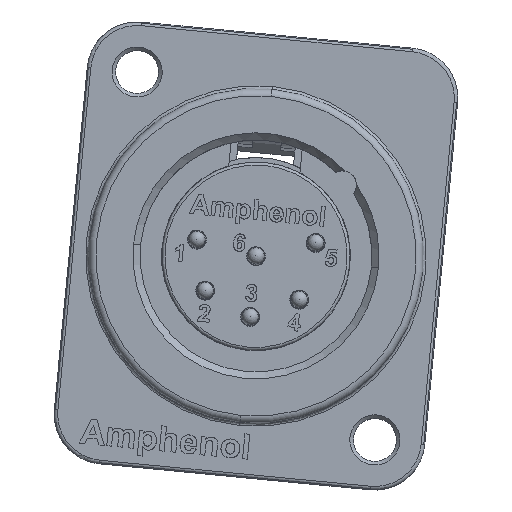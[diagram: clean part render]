
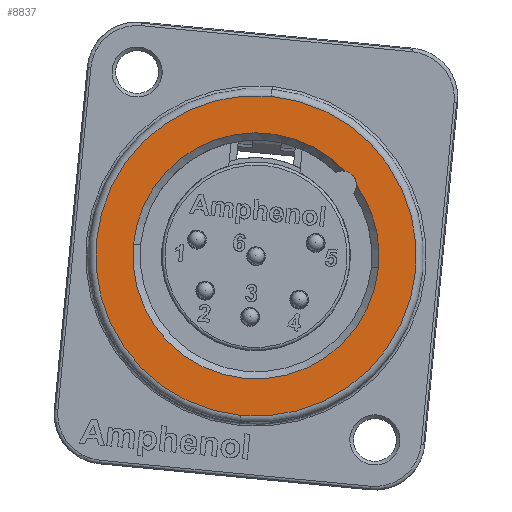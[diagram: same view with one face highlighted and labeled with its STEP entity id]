
A CAD part, top view. The second image highlights one B-rep face of the part: STEP entity #8837.
In plain terms, the highlighted planar face has unit normal (0, 0, 1).
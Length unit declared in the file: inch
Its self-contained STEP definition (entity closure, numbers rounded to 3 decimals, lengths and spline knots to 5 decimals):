
#315=CIRCLE('',#9354,0.44094);
#319=CIRCLE('',#9359,0.44094);
#321=CIRCLE('',#9363,0.33858);
#322=CIRCLE('',#9364,0.03937);
#323=CIRCLE('',#9365,0.33858);
#324=CIRCLE('',#9366,0.33858);
#570=FACE_BOUND('',#2556,.T.);
#2199=FACE_OUTER_BOUND('',#2555,.T.);
#2555=EDGE_LOOP('',(#6790,#6791));
#2556=EDGE_LOOP('',(#6792,#6793,#6794,#6795));
#3712=VERTEX_POINT('',#13368);
#3713=VERTEX_POINT('',#13370);
#3717=VERTEX_POINT('',#13385);
#3718=VERTEX_POINT('',#13386);
#3719=VERTEX_POINT('',#13388);
#3720=VERTEX_POINT('',#13390);
#5085=EDGE_CURVE('',#3712,#3713,#315,.T.);
#5089=EDGE_CURVE('',#3713,#3712,#319,.T.);
#5093=EDGE_CURVE('',#3717,#3718,#321,.T.);
#5094=EDGE_CURVE('',#3717,#3719,#322,.T.);
#5095=EDGE_CURVE('',#3720,#3719,#323,.T.);
#5096=EDGE_CURVE('',#3718,#3720,#324,.T.);
#6790=ORIENTED_EDGE('',*,*,#5085,.F.);
#6791=ORIENTED_EDGE('',*,*,#5089,.F.);
#6792=ORIENTED_EDGE('',*,*,#5093,.F.);
#6793=ORIENTED_EDGE('',*,*,#5094,.T.);
#6794=ORIENTED_EDGE('',*,*,#5095,.F.);
#6795=ORIENTED_EDGE('',*,*,#5096,.F.);
#8318=PLANE('',#9362);
#8837=ADVANCED_FACE('',(#2199,#570),#8318,.F.);
#9354=AXIS2_PLACEMENT_3D('',#13371,#10436,#10437);
#9359=AXIS2_PLACEMENT_3D('',#13377,#10446,#10447);
#9362=AXIS2_PLACEMENT_3D('',#13384,#10454,#10455);
#9363=AXIS2_PLACEMENT_3D('',#13387,#10456,#10457);
#9364=AXIS2_PLACEMENT_3D('',#13389,#10458,#10459);
#9365=AXIS2_PLACEMENT_3D('',#13391,#10460,#10461);
#9366=AXIS2_PLACEMENT_3D('',#13392,#10462,#10463);
#10436=DIRECTION('center_axis',(0.,0.,
-1.));
#10437=DIRECTION('ref_axis',(-0.995,0.096,0.));
#10446=DIRECTION('center_axis',(0.,0.,
-1.));
#10447=DIRECTION('ref_axis',(0.995,-0.096,0.));
#10454=DIRECTION('center_axis',(0.,0.,
-1.));
#10455=DIRECTION('ref_axis',(-0.096,-0.995,0.));
#10456=DIRECTION('center_axis',(0.,0.,
1.));
#10457=DIRECTION('ref_axis',(-0.995,0.096,0.));
#10458=DIRECTION('center_axis',(0.,0.,
-1.));
#10459=DIRECTION('ref_axis',(0.995,-0.096,0.));
#10460=DIRECTION('center_axis',(0.,0.,
1.));
#10461=DIRECTION('ref_axis',(-0.995,0.096,0.));
#10462=DIRECTION('center_axis',(0.,0.,
1.));
#10463=DIRECTION('ref_axis',(-0.995,0.096,0.));
#13368=CARTESIAN_POINT('',(0.08298,-0.21001,0.88829));
#13370=CARTESIAN_POINT('',(0.16742,0.66782,0.88829));
#13371=CARTESIAN_POINT('Origin',(0.1252,0.22891,0.88829));
#13377=CARTESIAN_POINT('Origin',(0.1252,0.22891,0.88829));
#13384=CARTESIAN_POINT('Origin',(0.67808,0.68476,0.88829));
#13385=CARTESIAN_POINT('',(0.36997,0.46284,0.88829));
#13386=CARTESIAN_POINT('',(-0.21183,0.26132,0.88829));
#13387=CARTESIAN_POINT('Origin',(0.1252,0.22891,0.88829));
#13388=CARTESIAN_POINT('',(0.40151,0.42459,0.88829));
#13389=CARTESIAN_POINT('Origin',(0.36214,0.42426,0.88829));
#13390=CARTESIAN_POINT('',(0.46223,0.19649,0.88829));
#13391=CARTESIAN_POINT('Origin',(0.1252,0.22891,0.88829));
#13392=CARTESIAN_POINT('Origin',(0.1252,0.22891,0.88829));
